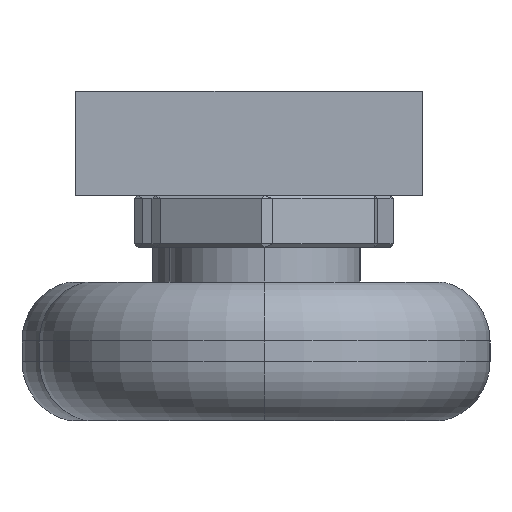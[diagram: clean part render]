
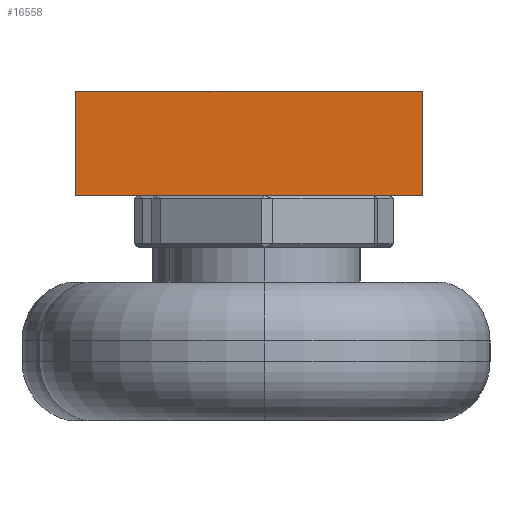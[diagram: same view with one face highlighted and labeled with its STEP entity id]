
A CAD part, left-side view. The second image highlights one B-rep face of the part: STEP entity #16558.
In plain terms, the highlighted planar face has unit normal (-1, 0, 0).
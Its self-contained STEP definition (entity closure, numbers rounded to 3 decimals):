
#190 = DIRECTION ( 'NONE',  ( 0., -1., 0. ) ) ;
#193 = LINE ( 'NONE', #13366, #1789 ) ;
#196 = ORIENTED_EDGE ( 'NONE', *, *, #13680, .T. ) ;
#700 = VERTEX_POINT ( 'NONE', #9919 ) ;
#1670 = CARTESIAN_POINT ( 'NONE',  ( -85., -10., -3. ) ) ;
#1786 = DIRECTION ( 'NONE',  ( 0., 0., -1. ) ) ;
#1789 = VECTOR ( 'NONE', #4089, 1000. ) ;
#2607 = LINE ( 'NONE', #4300, #14276 ) ;
#3191 = VECTOR ( 'NONE', #190, 1000. ) ;
#3878 = DIRECTION ( 'NONE',  ( 1., 0., 0. ) ) ;
#3961 = DIRECTION ( 'NONE',  ( 0., 1., 0. ) ) ;
#4063 = AXIS2_PLACEMENT_3D ( 'NONE', #15550, #3878, #3961 ) ;
#4089 = DIRECTION ( 'NONE',  ( 0., 0., -1. ) ) ;
#4181 = ORIENTED_EDGE ( 'NONE', *, *, #9629, .T. ) ;
#4274 = CARTESIAN_POINT ( 'NONE',  ( -85., 10., 3. ) ) ;
#4300 = CARTESIAN_POINT ( 'NONE',  ( -85., 10., 3. ) ) ;
#5930 = CARTESIAN_POINT ( 'NONE',  ( -85., -10., -3. ) ) ;
#6654 = LINE ( 'NONE', #1670, #8724 ) ;
#6934 = VERTEX_POINT ( 'NONE', #4274 ) ;
#8344 = DIRECTION ( 'NONE',  ( 0., -1., 0. ) ) ;
#8597 = VERTEX_POINT ( 'NONE', #5930 ) ;
#8724 = VECTOR ( 'NONE', #8344, 1000. ) ;
#9338 = EDGE_CURVE ( 'NONE', #700, #8597, #193, .T. ) ;
#9629 = EDGE_CURVE ( 'NONE', #15068, #8597, #6654, .T. ) ;
#9919 = CARTESIAN_POINT ( 'NONE',  ( -85., -10., 3. ) ) ;
#10409 = ORIENTED_EDGE ( 'NONE', *, *, #16019, .F. ) ;
#10423 = PLANE ( 'NONE',  #4063 ) ;
#10761 = ORIENTED_EDGE ( 'NONE', *, *, #9338, .F. ) ;
#11204 = FACE_OUTER_BOUND ( 'NONE', #12033, .T. ) ;
#11496 = CARTESIAN_POINT ( 'NONE',  ( -85., 10., -3. ) ) ;
#11981 = CARTESIAN_POINT ( 'NONE',  ( -85., -10., 3. ) ) ;
#12033 = EDGE_LOOP ( 'NONE', ( #4181, #10761, #10409, #196 ) ) ;
#13366 = CARTESIAN_POINT ( 'NONE',  ( -85., -10., 3. ) ) ;
#13680 = EDGE_CURVE ( 'NONE', #6934, #15068, #2607, .T. ) ;
#13968 = LINE ( 'NONE', #11981, #3191 ) ;
#14276 = VECTOR ( 'NONE', #1786, 1000. ) ;
#15068 = VERTEX_POINT ( 'NONE', #11496 ) ;
#15550 = CARTESIAN_POINT ( 'NONE',  ( -85., -10., 3. ) ) ;
#16019 = EDGE_CURVE ( 'NONE', #6934, #700, #13968, .T. ) ;
#16558 = ADVANCED_FACE ( 'NONE', ( #11204 ), #10423, .F. ) ;
